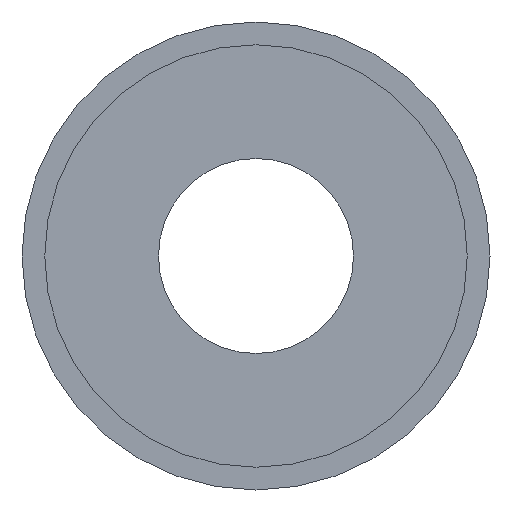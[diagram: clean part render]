
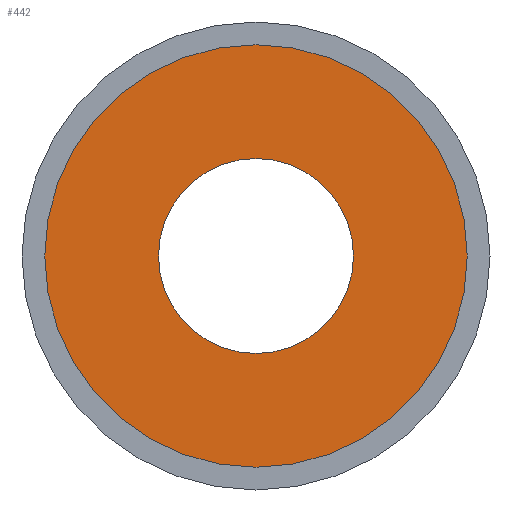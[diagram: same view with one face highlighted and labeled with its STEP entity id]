
A CAD part, left-side view. The second image highlights one B-rep face of the part: STEP entity #442.
In plain terms, the highlighted planar face has unit normal (-1, 0, 0).
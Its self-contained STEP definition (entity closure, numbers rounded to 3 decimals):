
#15 = VERTEX_POINT ( 'NONE', #226 ) ;
#43 = DIRECTION ( 'NONE',  ( 0., 0., 1. ) ) ;
#49 = FACE_OUTER_BOUND ( 'NONE', #219, .T. ) ;
#54 = EDGE_CURVE ( 'NONE', #469, #255, #289, .T. ) ;
#56 = CARTESIAN_POINT ( 'NONE',  ( 15., 0., -16.25 ) ) ;
#61 = DIRECTION ( 'NONE',  ( 0., 0., 1. ) ) ;
#69 = AXIS2_PLACEMENT_3D ( 'NONE', #418, #163, #194 ) ;
#120 = DIRECTION ( 'NONE',  ( -1., 0., 0. ) ) ;
#145 = EDGE_CURVE ( 'NONE', #184, #15, #373, .T. ) ;
#153 = AXIS2_PLACEMENT_3D ( 'NONE', #460, #276, #352 ) ;
#155 = CARTESIAN_POINT ( 'NONE',  ( 15., 0., 0. ) ) ;
#157 = EDGE_CURVE ( 'NONE', #15, #184, #178, .T. ) ;
#163 = DIRECTION ( 'NONE',  ( 1., 0., 0. ) ) ;
#178 = CIRCLE ( 'NONE', #359, 16.25 ) ;
#184 = VERTEX_POINT ( 'NONE', #56 ) ;
#194 = DIRECTION ( 'NONE',  ( 0., 0., -1. ) ) ;
#199 = CARTESIAN_POINT ( 'NONE',  ( 15., 0., 7.5 ) ) ;
#207 = AXIS2_PLACEMENT_3D ( 'NONE', #453, #120, #43 ) ;
#213 = ORIENTED_EDGE ( 'NONE', *, *, #54, .F. ) ;
#219 = EDGE_LOOP ( 'NONE', ( #487, #322 ) ) ;
#223 = AXIS2_PLACEMENT_3D ( 'NONE', #155, #306, #454 ) ;
#226 = CARTESIAN_POINT ( 'NONE',  ( 15., 0., 16.25 ) ) ;
#229 = CIRCLE ( 'NONE', #153, 7.5 ) ;
#255 = VERTEX_POINT ( 'NONE', #421 ) ;
#276 = DIRECTION ( 'NONE',  ( -1., 0., 0. ) ) ;
#289 = CIRCLE ( 'NONE', #207, 7.5 ) ;
#306 = DIRECTION ( 'NONE',  ( -1., 0., 0. ) ) ;
#322 = ORIENTED_EDGE ( 'NONE', *, *, #145, .T. ) ;
#339 = EDGE_LOOP ( 'NONE', ( #213, #386 ) ) ;
#350 = PLANE ( 'NONE',  #69 ) ;
#352 = DIRECTION ( 'NONE',  ( 0., 0., 1. ) ) ;
#355 = FACE_BOUND ( 'NONE', #339, .T. ) ;
#359 = AXIS2_PLACEMENT_3D ( 'NONE', #395, #385, #61 ) ;
#373 = CIRCLE ( 'NONE', #223, 16.25 ) ;
#375 = EDGE_CURVE ( 'NONE', #255, #469, #229, .T. ) ;
#385 = DIRECTION ( 'NONE',  ( -1., 0., 0. ) ) ;
#386 = ORIENTED_EDGE ( 'NONE', *, *, #375, .F. ) ;
#395 = CARTESIAN_POINT ( 'NONE',  ( 15., 0., 0. ) ) ;
#418 = CARTESIAN_POINT ( 'NONE',  ( 15., 16.25, 0. ) ) ;
#421 = CARTESIAN_POINT ( 'NONE',  ( 15., 0., -7.5 ) ) ;
#442 = ADVANCED_FACE ( 'NONE', ( #355, #49 ), #350, .F. ) ;
#453 = CARTESIAN_POINT ( 'NONE',  ( 15., 0., 0. ) ) ;
#454 = DIRECTION ( 'NONE',  ( 0., 0., 1. ) ) ;
#460 = CARTESIAN_POINT ( 'NONE',  ( 15., 0., 0. ) ) ;
#469 = VERTEX_POINT ( 'NONE', #199 ) ;
#487 = ORIENTED_EDGE ( 'NONE', *, *, #157, .T. ) ;
